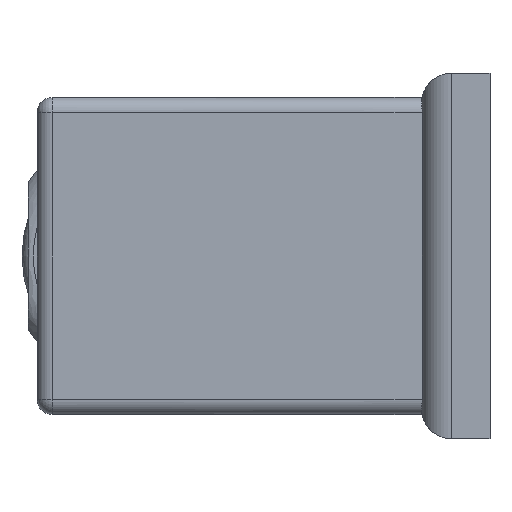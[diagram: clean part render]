
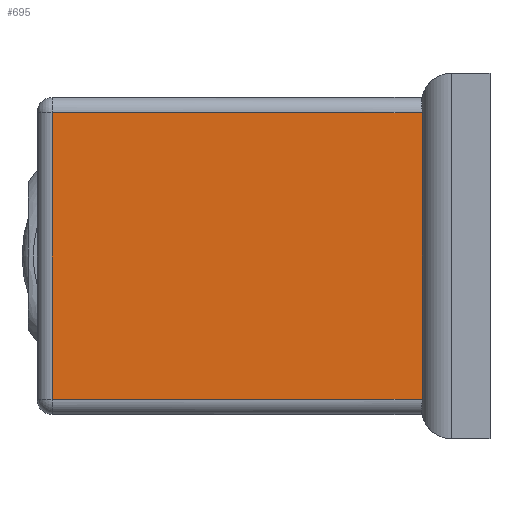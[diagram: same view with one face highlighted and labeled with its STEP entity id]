
A CAD part, left-side view. The second image highlights one B-rep face of the part: STEP entity #695.
In plain terms, the highlighted planar face has unit normal (-1, 0, 0).
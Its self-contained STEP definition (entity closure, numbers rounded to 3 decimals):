
#6 = LINE ( 'NONE', #516, #831 ) ;
#80 = CARTESIAN_POINT ( 'NONE',  ( 1.6, 30., -2.6 ) ) ;
#89 = ORIENTED_EDGE ( 'NONE', *, *, #1308, .T. ) ;
#301 = LINE ( 'NONE', #80, #1316 ) ;
#316 = CARTESIAN_POINT ( 'NONE',  ( 1.6, 30., -21.6 ) ) ;
#467 = VERTEX_POINT ( 'NONE', #1150 ) ;
#468 = AXIS2_PLACEMENT_3D ( 'NONE', #699, #1095, #2302 ) ;
#513 = ORIENTED_EDGE ( 'NONE', *, *, #1452, .T. ) ;
#516 = CARTESIAN_POINT ( 'NONE',  ( 1.6, 4.5, -22.6 ) ) ;
#545 = EDGE_LOOP ( 'NONE', ( #1154, #999, #513, #89 ) ) ;
#589 = VECTOR ( 'NONE', #1740, 1000. ) ;
#695 = ADVANCED_FACE ( 'NONE', ( #1050 ), #1495, .F. ) ;
#699 = CARTESIAN_POINT ( 'NONE',  ( 1.6, 30., -22.6 ) ) ;
#767 = CARTESIAN_POINT ( 'NONE',  ( 1.6, 29., -21.6 ) ) ;
#831 = VECTOR ( 'NONE', #1754, 1000. ) ;
#887 = EDGE_CURVE ( 'NONE', #1424, #2268, #6, .T. ) ;
#979 = DIRECTION ( 'NONE',  ( 0., 0., -1. ) ) ;
#999 = ORIENTED_EDGE ( 'NONE', *, *, #2534, .T. ) ;
#1002 = LINE ( 'NONE', #316, #589 ) ;
#1050 = FACE_OUTER_BOUND ( 'NONE', #545, .T. ) ;
#1095 = DIRECTION ( 'NONE',  ( 1., 0., 0. ) ) ;
#1150 = CARTESIAN_POINT ( 'NONE',  ( 1.6, 29., -2.6 ) ) ;
#1154 = ORIENTED_EDGE ( 'NONE', *, *, #887, .T. ) ;
#1269 = DIRECTION ( 'NONE',  ( 0., 1., 0. ) ) ;
#1308 = EDGE_CURVE ( 'NONE', #2365, #1424, #1002, .T. ) ;
#1316 = VECTOR ( 'NONE', #1269, 1000. ) ;
#1424 = VERTEX_POINT ( 'NONE', #1591 ) ;
#1452 = EDGE_CURVE ( 'NONE', #467, #2365, #1886, .T. ) ;
#1495 = PLANE ( 'NONE',  #468 ) ;
#1591 = CARTESIAN_POINT ( 'NONE',  ( 1.6, 4.5, -21.6 ) ) ;
#1740 = DIRECTION ( 'NONE',  ( 0., -1., 0. ) ) ;
#1754 = DIRECTION ( 'NONE',  ( 0., 0., 1. ) ) ;
#1886 = LINE ( 'NONE', #2206, #2298 ) ;
#2206 = CARTESIAN_POINT ( 'NONE',  ( 1.6, 29., -22.6 ) ) ;
#2268 = VERTEX_POINT ( 'NONE', #2382 ) ;
#2298 = VECTOR ( 'NONE', #979, 1000. ) ;
#2302 = DIRECTION ( 'NONE',  ( 0., 0., -1. ) ) ;
#2365 = VERTEX_POINT ( 'NONE', #767 ) ;
#2382 = CARTESIAN_POINT ( 'NONE',  ( 1.6, 4.5, -2.6 ) ) ;
#2534 = EDGE_CURVE ( 'NONE', #2268, #467, #301, .T. ) ;
